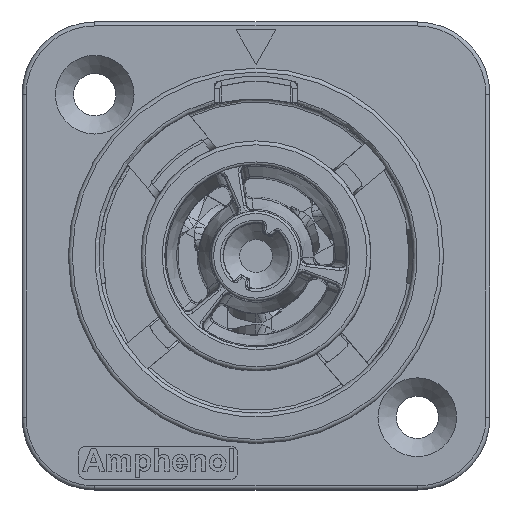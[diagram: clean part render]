
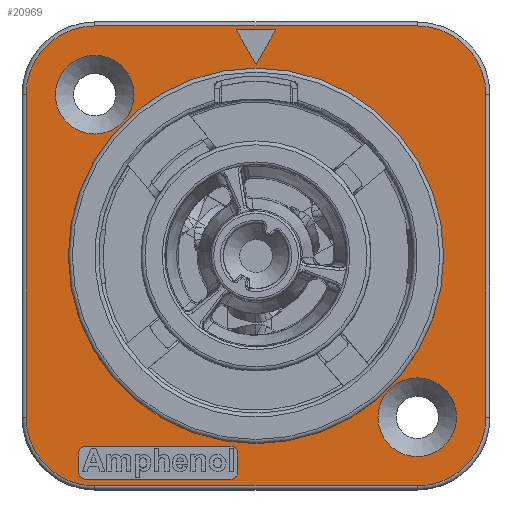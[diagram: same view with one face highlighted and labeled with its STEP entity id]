
A CAD part, top view. The second image highlights one B-rep face of the part: STEP entity #20969.
In plain terms, the highlighted planar face has unit normal (0, 0, 1).
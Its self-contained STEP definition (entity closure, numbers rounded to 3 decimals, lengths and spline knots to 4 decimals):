
#985=FACE_BOUND('',#3166,.T.);
#986=FACE_BOUND('',#3167,.T.);
#987=FACE_BOUND('',#3168,.T.);
#988=FACE_BOUND('',#3169,.T.);
#989=FACE_BOUND('',#3170,.T.);
#1176=PLANE('',#22287);
#1916=FACE_OUTER_BOUND('',#3165,.T.);
#3165=EDGE_LOOP('',(#15112,#15113,#15114,#15115,#15116,#15117,#15118,#15119));
#3166=EDGE_LOOP('',(#15120,#15121,#15122));
#3167=EDGE_LOOP('',(#15123,#15124,#15125,#15126,#15127,#15128,#15129,#15130));
#3168=EDGE_LOOP('',(#15131));
#3169=EDGE_LOOP('',(#15132,#15133));
#3170=EDGE_LOOP('',(#15134,#15135));
#4355=LINE('',#29308,#6234);
#4358=LINE('',#29313,#6237);
#4359=LINE('',#29315,#6238);
#4648=LINE('',#30795,#6527);
#4651=LINE('',#30803,#6530);
#4654=LINE('',#30811,#6533);
#4657=LINE('',#30818,#6536);
#4658=LINE('',#30825,#6537);
#4661=LINE('',#30840,#6540);
#4663=LINE('',#30852,#6542);
#4665=LINE('',#30864,#6544);
#6234=VECTOR('',#23936,0.3937);
#6237=VECTOR('',#23941,0.3937);
#6238=VECTOR('',#23944,0.3937);
#6527=VECTOR('',#24587,0.3937);
#6530=VECTOR('',#24596,0.3937);
#6533=VECTOR('',#24605,0.3937);
#6536=VECTOR('',#24614,0.3937);
#6537=VECTOR('',#24621,0.3937);
#6540=VECTOR('',#24638,0.3937);
#6542=VECTOR('',#24652,0.3937);
#6544=VECTOR('',#24666,0.3937);
#8106=CIRCLE('',#22247,0.0197);
#8107=CIRCLE('',#22250,0.0197);
#8108=CIRCLE('',#22253,0.0197);
#8109=CIRCLE('',#22256,0.0197);
#8114=CIRCLE('',#22265,0.2047);
#8118=CIRCLE('',#22271,0.2047);
#8122=CIRCLE('',#22277,0.2047);
#8125=CIRCLE('',#22282,0.2047);
#8126=CIRCLE('',#22288,0.5591);
#8127=CIRCLE('',#22289,0.1171);
#8128=CIRCLE('',#22290,0.1171);
#8129=CIRCLE('',#22291,0.1171);
#8130=CIRCLE('',#22292,0.1171);
#8832=VERTEX_POINT('',#29305);
#8833=VERTEX_POINT('',#29307);
#8834=VERTEX_POINT('',#29311);
#9130=VERTEX_POINT('',#30788);
#9131=VERTEX_POINT('',#30789);
#9132=VERTEX_POINT('',#30794);
#9133=VERTEX_POINT('',#30798);
#9134=VERTEX_POINT('',#30802);
#9135=VERTEX_POINT('',#30806);
#9136=VERTEX_POINT('',#30810);
#9137=VERTEX_POINT('',#30814);
#9139=VERTEX_POINT('',#30822);
#9140=VERTEX_POINT('',#30824);
#9142=VERTEX_POINT('',#30830);
#9144=VERTEX_POINT('',#30836);
#9146=VERTEX_POINT('',#30842);
#9148=VERTEX_POINT('',#30848);
#9150=VERTEX_POINT('',#30854);
#9152=VERTEX_POINT('',#30860);
#9154=VERTEX_POINT('',#30878);
#9155=VERTEX_POINT('',#30880);
#9156=VERTEX_POINT('',#30881);
#9157=VERTEX_POINT('',#30884);
#9158=VERTEX_POINT('',#30885);
#10915=EDGE_CURVE('',#8833,#8832,#4355,.T.);
#10918=EDGE_CURVE('',#8832,#8834,#4358,.T.);
#10919=EDGE_CURVE('',#8834,#8833,#4359,.T.);
#11359=EDGE_CURVE('',#9130,#9131,#8106,.T.);
#11362=EDGE_CURVE('',#9132,#9130,#4648,.T.);
#11364=EDGE_CURVE('',#9133,#9132,#8107,.T.);
#11366=EDGE_CURVE('',#9134,#9133,#4651,.T.);
#11368=EDGE_CURVE('',#9135,#9134,#8108,.T.);
#11370=EDGE_CURVE('',#9136,#9135,#4654,.T.);
#11372=EDGE_CURVE('',#9137,#9136,#8109,.T.);
#11374=EDGE_CURVE('',#9131,#9137,#4657,.T.);
#11376=EDGE_CURVE('',#9139,#9140,#4658,.T.);
#11381=EDGE_CURVE('',#9140,#9142,#8114,.T.);
#11384=EDGE_CURVE('',#9142,#9144,#4661,.T.);
#11387=EDGE_CURVE('',#9144,#9146,#8118,.T.);
#11390=EDGE_CURVE('',#9146,#9148,#4663,.T.);
#11393=EDGE_CURVE('',#9148,#9150,#8122,.T.);
#11396=EDGE_CURVE('',#9150,#9152,#4665,.T.);
#11398=EDGE_CURVE('',#9152,#9139,#8125,.T.);
#11404=EDGE_CURVE('',#9154,#9154,#8126,.T.);
#11405=EDGE_CURVE('',#9155,#9156,#8127,.T.);
#11406=EDGE_CURVE('',#9156,#9155,#8128,.T.);
#11407=EDGE_CURVE('',#9157,#9158,#8129,.T.);
#11408=EDGE_CURVE('',#9158,#9157,#8130,.T.);
#15112=ORIENTED_EDGE('',*,*,#11376,.F.);
#15113=ORIENTED_EDGE('',*,*,#11398,.F.);
#15114=ORIENTED_EDGE('',*,*,#11396,.F.);
#15115=ORIENTED_EDGE('',*,*,#11393,.F.);
#15116=ORIENTED_EDGE('',*,*,#11390,.F.);
#15117=ORIENTED_EDGE('',*,*,#11387,.F.);
#15118=ORIENTED_EDGE('',*,*,#11384,.F.);
#15119=ORIENTED_EDGE('',*,*,#11381,.F.);
#15120=ORIENTED_EDGE('',*,*,#10915,.T.);
#15121=ORIENTED_EDGE('',*,*,#10918,.T.);
#15122=ORIENTED_EDGE('',*,*,#10919,.T.);
#15123=ORIENTED_EDGE('',*,*,#11359,.T.);
#15124=ORIENTED_EDGE('',*,*,#11374,.T.);
#15125=ORIENTED_EDGE('',*,*,#11372,.T.);
#15126=ORIENTED_EDGE('',*,*,#11370,.T.);
#15127=ORIENTED_EDGE('',*,*,#11368,.T.);
#15128=ORIENTED_EDGE('',*,*,#11366,.T.);
#15129=ORIENTED_EDGE('',*,*,#11364,.T.);
#15130=ORIENTED_EDGE('',*,*,#11362,.T.);
#15131=ORIENTED_EDGE('',*,*,#11404,.F.);
#15132=ORIENTED_EDGE('',*,*,#11405,.T.);
#15133=ORIENTED_EDGE('',*,*,#11406,.T.);
#15134=ORIENTED_EDGE('',*,*,#11407,.T.);
#15135=ORIENTED_EDGE('',*,*,#11408,.T.);
#20969=ADVANCED_FACE('',(#1916,#985,#986,#987,#988,#989),#1176,.T.);
#22247=AXIS2_PLACEMENT_3D('',#30790,#24581,#24582);
#22250=AXIS2_PLACEMENT_3D('',#30799,#24591,#24592);
#22253=AXIS2_PLACEMENT_3D('',#30807,#24600,#24601);
#22256=AXIS2_PLACEMENT_3D('',#30815,#24609,#24610);
#22265=AXIS2_PLACEMENT_3D('',#30834,#24631,#24632);
#22271=AXIS2_PLACEMENT_3D('',#30846,#24645,#24646);
#22277=AXIS2_PLACEMENT_3D('',#30858,#24659,#24660);
#22282=AXIS2_PLACEMENT_3D('',#30867,#24671,#24672);
#22287=AXIS2_PLACEMENT_3D('',#30877,#24686,#24687);
#22288=AXIS2_PLACEMENT_3D('',#30879,#24688,#24689);
#22289=AXIS2_PLACEMENT_3D('',#30882,#24690,#24691);
#22290=AXIS2_PLACEMENT_3D('',#30883,#24692,#24693);
#22291=AXIS2_PLACEMENT_3D('',#30886,#24694,#24695);
#22292=AXIS2_PLACEMENT_3D('',#30887,#24696,#24697);
#23936=DIRECTION('',(-0.5,0.866,0.));
#23941=DIRECTION('',(1.,0.,0.));
#23944=DIRECTION('',(-0.5,-0.866,0.));
#24581=DIRECTION('center_axis',(0.,0.,-1.));
#24582=DIRECTION('ref_axis',(0.,-1.,0.));
#24587=DIRECTION('',(0.,1.,0.));
#24591=DIRECTION('center_axis',(0.,0.,-1.));
#24592=DIRECTION('ref_axis',(1.,0.,0.));
#24596=DIRECTION('',(-1.,0.,0.));
#24600=DIRECTION('center_axis',(0.,0.,-1.));
#24601=DIRECTION('ref_axis',(0.,1.,0.));
#24605=DIRECTION('',(0.,-1.,0.));
#24609=DIRECTION('center_axis',(0.,0.,-1.));
#24610=DIRECTION('ref_axis',(-1.,0.,0.));
#24614=DIRECTION('',(1.,0.,0.));
#24621=DIRECTION('',(0.,-1.,0.));
#24631=DIRECTION('center_axis',(0.,0.,-1.));
#24632=DIRECTION('ref_axis',(0.707,-0.707,0.));
#24638=DIRECTION('',(-1.,0.,0.));
#24645=DIRECTION('center_axis',(0.,0.,-1.));
#24646=DIRECTION('ref_axis',(-0.707,-0.707,0.));
#24652=DIRECTION('',(0.,1.,0.));
#24659=DIRECTION('center_axis',(0.,0.,-1.));
#24660=DIRECTION('ref_axis',(-0.707,0.707,0.));
#24666=DIRECTION('',(1.,0.,0.));
#24671=DIRECTION('center_axis',(0.,0.,-1.));
#24672=DIRECTION('ref_axis',(0.707,0.707,0.));
#24686=DIRECTION('center_axis',(0.,0.,1.));
#24687=DIRECTION('ref_axis',(1.,0.,0.));
#24688=DIRECTION('center_axis',(0.,0.,1.));
#24689=DIRECTION('ref_axis',(-1.,0.,0.));
#24690=DIRECTION('center_axis',(0.,0.,-1.));
#24691=DIRECTION('ref_axis',(1.,0.,0.));
#24692=DIRECTION('center_axis',(0.,0.,-1.));
#24693=DIRECTION('ref_axis',(1.,0.,0.));
#24694=DIRECTION('center_axis',(0.,0.,-1.));
#24695=DIRECTION('ref_axis',(1.,0.,0.));
#24696=DIRECTION('center_axis',(0.,0.,-1.));
#24697=DIRECTION('ref_axis',(1.,0.,0.));
#29305=CARTESIAN_POINT('',(0.4449,0.6732,0.));
#29307=CARTESIAN_POINT('',(0.5039,0.5709,0.));
#29308=CARTESIAN_POINT('',(0.6275,0.3568,0.));
#29311=CARTESIAN_POINT('',(0.563,0.6732,0.));
#29313=CARTESIAN_POINT('',(0.4744,0.6732,0.));
#29315=CARTESIAN_POINT('',(0.4099,0.408,0.));
#30788=CARTESIAN_POINT('',(-0.0236,-0.5866,0.));
#30789=CARTESIAN_POINT('',(-0.0039,-0.5669,0.));
#30790=CARTESIAN_POINT('Origin',(-0.0039,-0.5866,
0.));
#30794=CARTESIAN_POINT('',(-0.0236,-0.6457,0.));
#30795=CARTESIAN_POINT('',(-0.0236,-0.3228,0.));
#30798=CARTESIAN_POINT('',(-0.0039,-0.6654,0.));
#30799=CARTESIAN_POINT('Origin',(-0.0039,-0.6457,
0.));
#30802=CARTESIAN_POINT('',(0.4291,-0.6654,0.));
#30803=CARTESIAN_POINT('',(0.4665,-0.6654,0.));
#30806=CARTESIAN_POINT('',(0.4488,-0.6457,0.));
#30807=CARTESIAN_POINT('Origin',(0.4291,-0.6457,0.));
#30810=CARTESIAN_POINT('',(0.4488,-0.5866,0.));
#30811=CARTESIAN_POINT('',(0.4488,-0.2933,0.));
#30814=CARTESIAN_POINT('',(0.4291,-0.5669,0.));
#30815=CARTESIAN_POINT('Origin',(0.4291,-0.5866,0.));
#30818=CARTESIAN_POINT('',(0.25,-0.5669,0.));
#30822=CARTESIAN_POINT('',(1.189,0.4803,0.));
#30824=CARTESIAN_POINT('',(1.189,-0.4803,0.));
#30825=CARTESIAN_POINT('',(1.189,-0.3484,0.));
#30830=CARTESIAN_POINT('',(0.9843,-0.685,0.));
#30834=CARTESIAN_POINT('Origin',(0.9843,-0.4803,0.));
#30836=CARTESIAN_POINT('',(0.0236,-0.685,0.));
#30840=CARTESIAN_POINT('',(0.1555,-0.685,0.));
#30842=CARTESIAN_POINT('',(-0.1811,-0.4803,0.));
#30846=CARTESIAN_POINT('Origin',(0.0236,-0.4803,
0.));
#30848=CARTESIAN_POINT('',(-0.1811,0.4803,0.));
#30852=CARTESIAN_POINT('',(-0.1811,0.3484,0.));
#30854=CARTESIAN_POINT('',(0.0236,0.685,0.));
#30858=CARTESIAN_POINT('Origin',(0.0236,0.4803,0.));
#30860=CARTESIAN_POINT('',(0.9843,0.685,0.));
#30864=CARTESIAN_POINT('',(0.8524,0.685,0.));
#30867=CARTESIAN_POINT('Origin',(0.9843,0.4803,0.));
#30877=CARTESIAN_POINT('Origin',(0.5039,0.,
0.));
#30878=CARTESIAN_POINT('',(1.063,0.,0.));
#30879=CARTESIAN_POINT('Origin',(0.5039,0.,0.));
#30880=CARTESIAN_POINT('',(0.1407,0.4803,0.));
#30881=CARTESIAN_POINT('',(-0.0935,0.4803,0.));
#30882=CARTESIAN_POINT('Origin',(0.0236,0.4803,0.));
#30883=CARTESIAN_POINT('Origin',(0.0236,0.4803,0.));
#30884=CARTESIAN_POINT('',(1.1014,-0.4803,0.));
#30885=CARTESIAN_POINT('',(0.8671,-0.4803,0.));
#30886=CARTESIAN_POINT('Origin',(0.9843,-0.4803,0.));
#30887=CARTESIAN_POINT('Origin',(0.9843,-0.4803,0.));
